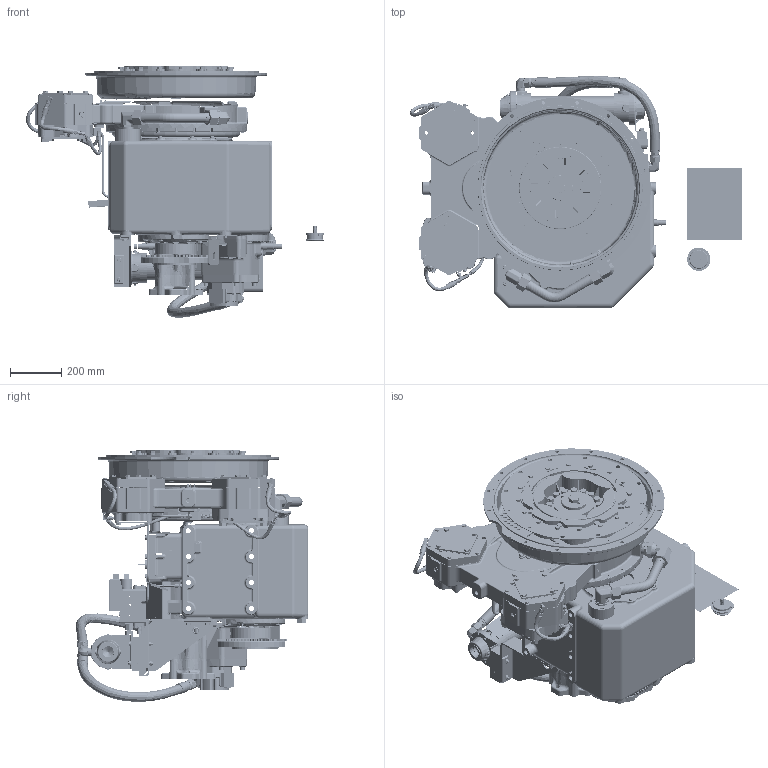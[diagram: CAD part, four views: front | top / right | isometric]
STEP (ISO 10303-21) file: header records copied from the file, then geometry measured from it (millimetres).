
FILE_DESCRIPTION (( 'STEP AP214' ), '1' );
FILE_NAME ('PX1032494B.STEP', '2017-05-25T20:57:56', ( '' ), ( '' ), 'SwSTEP 2.0', 'SolidWorks 2015', '' );
FILE_SCHEMA (( 'AUTOMOTIVE_DESIGN' ));
Length unit declared in the file: inch
Products named in the file (1): PX1032494B
Bounding box: 1301.39 x 910.41 x 986.68 mm (x, y, z)
Surface area: 7667186 mm2 (no closed solid volume)
Topology: 0 solids, 729 shells, 5859 faces, 23489 edges, 17496 vertices
Faces by surface type: plane 2665, cylinder 1454, cone 585, bspline 559, torus 500, sphere 96
Full cylindrical faces by diameter (mm): 2.54 x4, 4 x2, 4.8 x1, 6.35 x6, 7.88 x1, 9.246 x2, 9.347 x5, 9.525 x8, 9.855 x1, 10 x11, 10.003 x2, 10.16 x1, 10.287 x2, 10.319 x2, 10.414 x2, 10.935 x2, 11 x5, 11.024 x3, 11.112 x4, 11.906 x7, 12 x2, 12.217 x1, 12.243 x1, 12.5 x2, 12.7 x2, 12.954 x1, 13 x1, 13.487 x2, 13.492 x5, 13.494 x2
Entity records: 395274 total; most frequent: CARTESIAN_POINT 139050, DIRECTION 35439, ORIENTED_EDGE 32119, EDGE_CURVE 22600, VERTEX_POINT 17309, AXIS2_PLACEMENT_3D 13164, VECTOR 9111, LINE 9111
